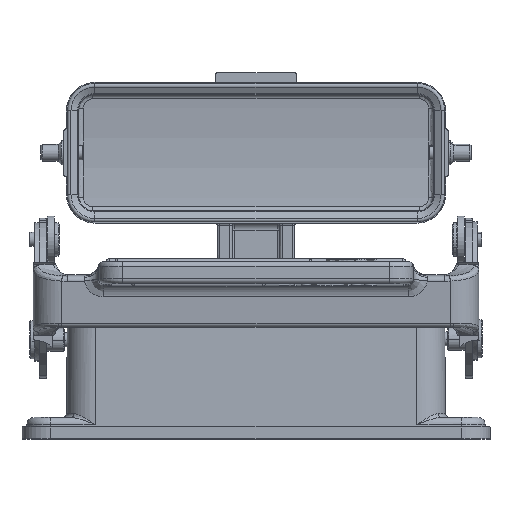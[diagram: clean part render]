
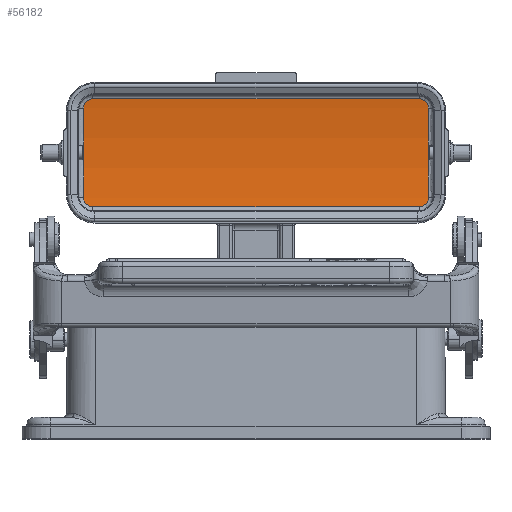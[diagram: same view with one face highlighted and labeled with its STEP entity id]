
A CAD part, top view. The second image highlights one B-rep face of the part: STEP entity #56182.
In plain terms, the highlighted cylindrical face has radius 88.751 mm (diameter 177.502 mm), a partial arc.
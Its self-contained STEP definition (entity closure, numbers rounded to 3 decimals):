
#16567=CARTESIAN_POINT('',(34.2,43.782,
-34.222));
#16568=CARTESIAN_POINT('',(34.363,43.783,
-34.222));
#16569=CARTESIAN_POINT('',(34.68,43.742,
-34.227));
#16570=CARTESIAN_POINT('',(35.164,43.544,
-34.253));
#16571=CARTESIAN_POINT('',(35.56,43.238,
-34.291));
#16572=CARTESIAN_POINT('',(35.872,42.834,
-34.339));
#16573=CARTESIAN_POINT('',(36.071,42.348,
-34.395));
#16574=CARTESIAN_POINT('',(36.111,42.022,
-34.43));
#16575=CARTESIAN_POINT('',(36.11,41.854,
-34.448));
#16577=CARTESIAN_POINT('',(-34.2,43.782,
-34.222));
#16578=CARTESIAN_POINT('',(-34.36,43.783,
-34.222));
#16579=CARTESIAN_POINT('',(-34.672,43.744,
-34.227));
#16580=CARTESIAN_POINT('',(-35.156,43.548,
-34.252));
#16581=CARTESIAN_POINT('',(-35.546,43.251,
-34.289));
#16582=CARTESIAN_POINT('',(-35.868,42.841,
-34.338));
#16583=CARTESIAN_POINT('',(-36.066,42.365,
-34.393));
#16584=CARTESIAN_POINT('',(-36.11,42.029,
-34.43));
#16585=CARTESIAN_POINT('',(-36.11,41.854,
-34.448));
#16587=CARTESIAN_POINT('',(-36.109,32.49,53.807));
#16588=DIRECTION('',(-1.,0.,0.));
#16589=DIRECTION('',(0.,0.106,-0.994));
#16590=AXIS2_PLACEMENT_3D('',#16587,#16588,#16589);
#16601=CARTESIAN_POINT('',(-36.11,23.126,
-34.448));
#16602=CARTESIAN_POINT('',(-36.111,22.96,
-34.431));
#16603=CARTESIAN_POINT('',(-36.072,22.637,
-34.395));
#16604=CARTESIAN_POINT('',(-35.875,22.151,
-34.34));
#16605=CARTESIAN_POINT('',(-35.562,21.744,
-34.291));
#16606=CARTESIAN_POINT('',(-35.165,21.436,
-34.253));
#16607=CARTESIAN_POINT('',(-34.679,21.237,
-34.227));
#16608=CARTESIAN_POINT('',(-34.362,21.197,
-34.222));
#16609=CARTESIAN_POINT('',(-34.2,21.198,
-34.222));
#16620=DIRECTION('',(1.,0.,0.));
#16621=VECTOR('',#16620,68.4);
#16622=CARTESIAN_POINT('',(-34.2,21.198,
-34.222));
#16623=LINE('',#16622,#16621);
#16629=CARTESIAN_POINT('',(34.2,21.198,
-34.222));
#16630=CARTESIAN_POINT('',(34.36,21.197,
-34.222));
#16631=CARTESIAN_POINT('',(34.673,21.236,
-34.227));
#16632=CARTESIAN_POINT('',(35.159,21.433,
-34.252));
#16633=CARTESIAN_POINT('',(35.55,21.732,
-34.289));
#16634=CARTESIAN_POINT('',(35.871,22.144,
-34.339));
#16635=CARTESIAN_POINT('',(36.068,22.623,
-34.394));
#16636=CARTESIAN_POINT('',(36.111,22.957,
-34.43));
#16637=CARTESIAN_POINT('',(36.11,23.126,
-34.448));
#16644=CARTESIAN_POINT('',(36.109,32.49,53.807));
#16645=DIRECTION('',(1.,0.,0.));
#16646=DIRECTION('',(0.,-0.106,-0.994));
#16647=AXIS2_PLACEMENT_3D('',#16644,#16645,#16646);
#16703=DIRECTION('',(-1.,0.,0.));
#16704=VECTOR('',#16703,68.4);
#16705=CARTESIAN_POINT('',(34.2,43.782,
-34.222));
#16706=LINE('',#16705,#16704);
#19993=VERTEX_POINT('',#16567);
#19994=VERTEX_POINT('',#16575);
#19995=VERTEX_POINT('',#16577);
#19996=VERTEX_POINT('',#16585);
#20000=CARTESIAN_POINT('',(-36.109,23.126,
-34.448));
#20001=VERTEX_POINT('',#20000);
#20002=VERTEX_POINT('',#16609);
#20006=CARTESIAN_POINT('',(34.2,21.198,
-34.222));
#20007=VERTEX_POINT('',#20006);
#20010=VERTEX_POINT('',#16637);
#56160=CARTESIAN_POINT('',(37.554,32.49,53.807));
#56161=DIRECTION('',(-1.,0.,0.));
#56162=DIRECTION('',(0.,1.,0.));
#56163=AXIS2_PLACEMENT_3D('',#56160,#56161,#56162);
#56164=CYLINDRICAL_SURFACE('',#56163,88.751);
#56166=ORIENTED_EDGE('',*,*,#56165,.F.);
#56168=ORIENTED_EDGE('',*,*,#56167,.F.);
#56169=ORIENTED_EDGE('',*,*,#56150,.T.);
#56171=ORIENTED_EDGE('',*,*,#56170,.F.);
#56173=ORIENTED_EDGE('',*,*,#56172,.F.);
#56175=ORIENTED_EDGE('',*,*,#56174,.F.);
#56177=ORIENTED_EDGE('',*,*,#56176,.F.);
#56179=ORIENTED_EDGE('',*,*,#56178,.F.);
#56180=EDGE_LOOP('',(#56166,#56168,#56169,#56171,#56173,#56175,#56177,#56179));
#56181=FACE_OUTER_BOUND('',#56180,.F.);
#16576=B_SPLINE_CURVE_WITH_KNOTS('',3,(#16567,#16568,#16569,#16570,#16571,
#16572,#16573,#16574,#16575),.UNSPECIFIED.,.F.,.F.,(4,1,1,1,1,1,4),(0.,
0.167,0.333,0.5,0.667,0.833,
1.),.UNSPECIFIED.);
#16586=B_SPLINE_CURVE_WITH_KNOTS('',3,(#16577,#16578,#16579,#16580,#16581,
#16582,#16583,#16584,#16585),.UNSPECIFIED.,.F.,.F.,(4,1,1,1,1,1,4),(0.,
0.167,0.333,0.5,0.667,0.833,
1.),.UNSPECIFIED.);
#16591=CIRCLE('',#16590,88.751);
#16610=B_SPLINE_CURVE_WITH_KNOTS('',3,(#16601,#16602,#16603,#16604,#16605,
#16606,#16607,#16608,#16609),.UNSPECIFIED.,.F.,.F.,(4,1,1,1,1,1,4),(0.,
0.167,0.333,0.5,0.667,0.833,
1.),.UNSPECIFIED.);
#16638=B_SPLINE_CURVE_WITH_KNOTS('',3,(#16629,#16630,#16631,#16632,#16633,
#16634,#16635,#16636,#16637),.UNSPECIFIED.,.F.,.F.,(4,1,1,1,1,1,4),(0.,
0.167,0.333,0.5,0.667,0.833,
1.),.UNSPECIFIED.);
#16648=CIRCLE('',#16647,88.751);
#56150=EDGE_CURVE('',#19993,#19994,#16576,.T.);
#56165=EDGE_CURVE('',#19995,#19996,#16586,.T.);
#56167=EDGE_CURVE('',#19993,#19995,#16706,.T.);
#56170=EDGE_CURVE('',#20010,#19994,#16648,.T.);
#56172=EDGE_CURVE('',#20007,#20010,#16638,.T.);
#56174=EDGE_CURVE('',#20002,#20007,#16623,.T.);
#56176=EDGE_CURVE('',#20001,#20002,#16610,.T.);
#56178=EDGE_CURVE('',#19996,#20001,#16591,.T.);
#56182=ADVANCED_FACE('',(#56181),#56164,.F.);
